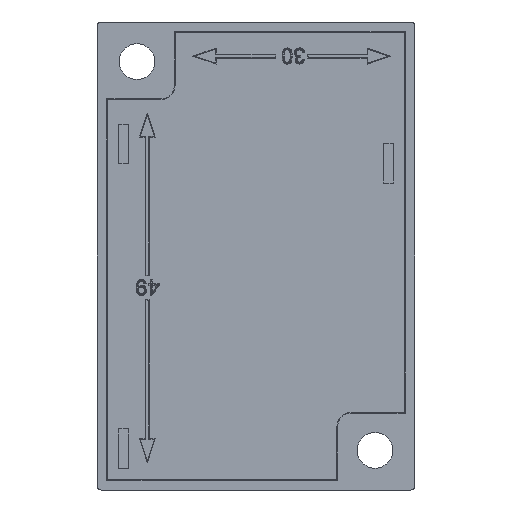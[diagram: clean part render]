
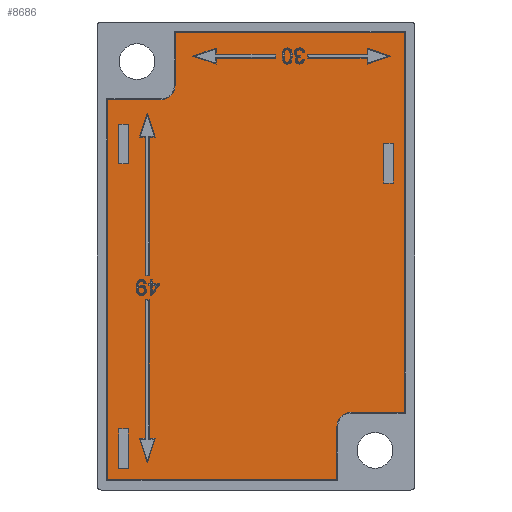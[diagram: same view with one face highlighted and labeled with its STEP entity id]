
A CAD part, front view. The second image highlights one B-rep face of the part: STEP entity #8686.
In plain terms, the highlighted planar face has unit normal (0, -1, 0).
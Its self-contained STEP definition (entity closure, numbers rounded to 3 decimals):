
#2795=DIRECTION('',(1.,0.,0.));
#2796=VECTOR('',#2795,28.9);
#2797=CARTESIAN_POINT('',(-18.7,0.,-28.2));
#2798=LINE('',#2797,#2796);
#2851=DIRECTION('',(0.,0.,-1.));
#2852=VECTOR('',#2851,47.9);
#2853=CARTESIAN_POINT('',(-18.7,0.,19.7));
#2854=LINE('',#2853,#2852);
#2953=DIRECTION('',(-1.,0.,0.));
#2954=VECTOR('',#2953,28.9);
#2955=CARTESIAN_POINT('',(18.7,0.,28.2));
#2956=LINE('',#2955,#2954);
#2995=DIRECTION('',(0.,0.,1.));
#2996=VECTOR('',#2995,47.9);
#2997=CARTESIAN_POINT('',(18.7,0.,-19.7));
#2998=LINE('',#2997,#2996);
#3109=DIRECTION('',(-1.,0.,0.));
#3110=VECTOR('',#3109,6.7);
#3111=CARTESIAN_POINT('',(18.7,0.,-19.7));
#3112=LINE('',#3111,#3110);
#3116=CARTESIAN_POINT('',(12.,0.,-21.5));
#3117=DIRECTION('',(0.,-1.,0.));
#3118=DIRECTION('',(0.,0.,1.));
#3119=AXIS2_PLACEMENT_3D('',#3116,#3117,#3118);
#3124=DIRECTION('',(0.,0.,-1.));
#3125=VECTOR('',#3124,6.7);
#3126=CARTESIAN_POINT('',(10.2,0.,-21.5));
#3127=LINE('',#3126,#3125);
#3131=DIRECTION('',(1.,0.,0.));
#3132=VECTOR('',#3131,6.7);
#3133=CARTESIAN_POINT('',(-18.7,0.,19.7));
#3134=LINE('',#3133,#3132);
#3138=CARTESIAN_POINT('',(-12.,0.,21.5));
#3139=DIRECTION('',(0.,-1.,0.));
#3140=DIRECTION('',(0.,0.,-1.));
#3141=AXIS2_PLACEMENT_3D('',#3138,#3139,#3140);
#3146=DIRECTION('',(0.,0.,1.));
#3147=VECTOR('',#3146,6.7);
#3148=CARTESIAN_POINT('',(-10.2,0.,21.5));
#3149=LINE('',#3148,#3147);
#3153=DIRECTION('',(1.,0.,0.));
#3154=VECTOR('',#3153,1.2);
#3155=CARTESIAN_POINT('',(-17.3,0.,-26.8));
#3156=LINE('',#3155,#3154);
#3160=DIRECTION('',(0.,0.,1.));
#3161=VECTOR('',#3160,5.);
#3162=CARTESIAN_POINT('',(-16.1,0.,-26.8));
#3163=LINE('',#3162,#3161);
#3167=DIRECTION('',(-1.,0.,0.));
#3168=VECTOR('',#3167,1.2);
#3169=CARTESIAN_POINT('',(-16.1,0.,-21.8));
#3170=LINE('',#3169,#3168);
#3174=DIRECTION('',(0.,0.,-1.));
#3175=VECTOR('',#3174,5.);
#3176=CARTESIAN_POINT('',(-17.3,0.,-21.8));
#3177=LINE('',#3176,#3175);
#3181=DIRECTION('',(1.,0.,0.));
#3182=VECTOR('',#3181,1.2);
#3183=CARTESIAN_POINT('',(-17.3,0.,11.6));
#3184=LINE('',#3183,#3182);
#3188=DIRECTION('',(0.,0.,1.));
#3189=VECTOR('',#3188,5.);
#3190=CARTESIAN_POINT('',(-16.1,0.,11.6));
#3191=LINE('',#3190,#3189);
#3195=DIRECTION('',(-1.,0.,0.));
#3196=VECTOR('',#3195,1.2);
#3197=CARTESIAN_POINT('',(-16.1,0.,16.6));
#3198=LINE('',#3197,#3196);
#3202=DIRECTION('',(0.,0.,-1.));
#3203=VECTOR('',#3202,5.);
#3204=CARTESIAN_POINT('',(-17.3,0.,16.6));
#3205=LINE('',#3204,#3203);
#3209=DIRECTION('',(1.,0.,0.));
#3210=VECTOR('',#3209,1.2);
#3211=CARTESIAN_POINT('',(16.1,0.,9.2));
#3212=LINE('',#3211,#3210);
#3216=DIRECTION('',(0.,0.,1.));
#3217=VECTOR('',#3216,5.);
#3218=CARTESIAN_POINT('',(17.3,0.,9.2));
#3219=LINE('',#3218,#3217);
#3223=DIRECTION('',(-1.,0.,0.));
#3224=VECTOR('',#3223,1.2);
#3225=CARTESIAN_POINT('',(17.3,0.,14.2));
#3226=LINE('',#3225,#3224);
#3230=DIRECTION('',(0.,0.,-1.));
#3231=VECTOR('',#3230,5.);
#3232=CARTESIAN_POINT('',(16.1,0.,14.2));
#3233=LINE('',#3232,#3231);
#4281=CARTESIAN_POINT('',(18.7,0.,28.2));
#4282=CARTESIAN_POINT('',(-10.2,0.,28.2));
#4283=VERTEX_POINT('',#4281);
#4284=VERTEX_POINT('',#4282);
#4285=CARTESIAN_POINT('',(18.7,0.,-19.7));
#4286=VERTEX_POINT('',#4285);
#4287=CARTESIAN_POINT('',(12.,0.,-19.7));
#4288=VERTEX_POINT('',#4287);
#4289=CARTESIAN_POINT('',(10.2,0.,-21.5));
#4290=VERTEX_POINT('',#4289);
#4291=CARTESIAN_POINT('',(10.2,0.,-28.2));
#4292=VERTEX_POINT('',#4291);
#4293=CARTESIAN_POINT('',(-18.7,0.,-28.2));
#4294=VERTEX_POINT('',#4293);
#4295=CARTESIAN_POINT('',(-18.7,0.,19.7));
#4296=VERTEX_POINT('',#4295);
#4297=CARTESIAN_POINT('',(-12.,0.,19.7));
#4298=VERTEX_POINT('',#4297);
#4299=CARTESIAN_POINT('',(-10.2,0.,21.5));
#4300=VERTEX_POINT('',#4299);
#4301=CARTESIAN_POINT('',(-17.3,0.,-26.8));
#4302=CARTESIAN_POINT('',(-16.1,0.,-26.8));
#4303=VERTEX_POINT('',#4301);
#4304=VERTEX_POINT('',#4302);
#4305=CARTESIAN_POINT('',(-16.1,0.,-21.8));
#4306=VERTEX_POINT('',#4305);
#4307=CARTESIAN_POINT('',(-17.3,0.,-21.8));
#4308=VERTEX_POINT('',#4307);
#4309=CARTESIAN_POINT('',(-17.3,0.,11.6));
#4310=CARTESIAN_POINT('',(-16.1,0.,11.6));
#4311=VERTEX_POINT('',#4309);
#4312=VERTEX_POINT('',#4310);
#4313=CARTESIAN_POINT('',(-16.1,0.,16.6));
#4314=VERTEX_POINT('',#4313);
#4315=CARTESIAN_POINT('',(-17.3,0.,16.6));
#4316=VERTEX_POINT('',#4315);
#4317=CARTESIAN_POINT('',(16.1,0.,9.2));
#4318=CARTESIAN_POINT('',(17.3,0.,9.2));
#4319=VERTEX_POINT('',#4317);
#4320=VERTEX_POINT('',#4318);
#4321=CARTESIAN_POINT('',(17.3,0.,14.2));
#4322=VERTEX_POINT('',#4321);
#4323=CARTESIAN_POINT('',(16.1,0.,14.2));
#4324=VERTEX_POINT('',#4323);
#8634=CARTESIAN_POINT('',(12.,0.,-21.5));
#8635=DIRECTION('',(0.,1.,0.));
#8636=DIRECTION('',(0.,0.,1.));
#8637=AXIS2_PLACEMENT_3D('',#8634,#8635,#8636);
#8638=PLANE('',#8637);
#8639=ORIENTED_EDGE('',*,*,#8460,.F.);
#8640=ORIENTED_EDGE('',*,*,#8490,.F.);
#8642=ORIENTED_EDGE('',*,*,#8641,.T.);
#8644=ORIENTED_EDGE('',*,*,#8643,.T.);
#8645=ORIENTED_EDGE('',*,*,#8618,.T.);
#8646=ORIENTED_EDGE('',*,*,#8346,.F.);
#8647=ORIENTED_EDGE('',*,*,#8385,.F.);
#8649=ORIENTED_EDGE('',*,*,#8648,.T.);
#8651=ORIENTED_EDGE('',*,*,#8650,.T.);
#8653=ORIENTED_EDGE('',*,*,#8652,.T.);
#8654=EDGE_LOOP('',(#8639,#8640,#8642,#8644,#8645,#8646,#8647,#8649,#8651,
#8653));
#8655=FACE_OUTER_BOUND('',#8654,.F.);
#8657=ORIENTED_EDGE('',*,*,#8656,.T.);
#8659=ORIENTED_EDGE('',*,*,#8658,.T.);
#8661=ORIENTED_EDGE('',*,*,#8660,.T.);
#8663=ORIENTED_EDGE('',*,*,#8662,.T.);
#8664=EDGE_LOOP('',(#8657,#8659,#8661,#8663));
#8665=FACE_BOUND('',#8664,.F.);
#8667=ORIENTED_EDGE('',*,*,#8666,.T.);
#8669=ORIENTED_EDGE('',*,*,#8668,.T.);
#8671=ORIENTED_EDGE('',*,*,#8670,.T.);
#8673=ORIENTED_EDGE('',*,*,#8672,.T.);
#8674=EDGE_LOOP('',(#8667,#8669,#8671,#8673));
#8675=FACE_BOUND('',#8674,.F.);
#8677=ORIENTED_EDGE('',*,*,#8676,.T.);
#8679=ORIENTED_EDGE('',*,*,#8678,.T.);
#8681=ORIENTED_EDGE('',*,*,#8680,.T.);
#8683=ORIENTED_EDGE('',*,*,#8682,.T.);
#8684=EDGE_LOOP('',(#8677,#8679,#8681,#8683));
#8685=FACE_BOUND('',#8684,.F.);
#3120=CIRCLE('',#3119,1.8);
#3142=CIRCLE('',#3141,1.8);
#8346=EDGE_CURVE('',#4294,#4292,#2798,.T.);
#8385=EDGE_CURVE('',#4296,#4294,#2854,.T.);
#8460=EDGE_CURVE('',#4283,#4284,#2956,.T.);
#8490=EDGE_CURVE('',#4286,#4283,#2998,.T.);
#8618=EDGE_CURVE('',#4290,#4292,#3127,.T.);
#8641=EDGE_CURVE('',#4286,#4288,#3112,.T.);
#8643=EDGE_CURVE('',#4288,#4290,#3120,.T.);
#8648=EDGE_CURVE('',#4296,#4298,#3134,.T.);
#8650=EDGE_CURVE('',#4298,#4300,#3142,.T.);
#8652=EDGE_CURVE('',#4300,#4284,#3149,.T.);
#8656=EDGE_CURVE('',#4303,#4304,#3156,.T.);
#8658=EDGE_CURVE('',#4304,#4306,#3163,.T.);
#8660=EDGE_CURVE('',#4306,#4308,#3170,.T.);
#8662=EDGE_CURVE('',#4308,#4303,#3177,.T.);
#8666=EDGE_CURVE('',#4311,#4312,#3184,.T.);
#8668=EDGE_CURVE('',#4312,#4314,#3191,.T.);
#8670=EDGE_CURVE('',#4314,#4316,#3198,.T.);
#8672=EDGE_CURVE('',#4316,#4311,#3205,.T.);
#8676=EDGE_CURVE('',#4319,#4320,#3212,.T.);
#8678=EDGE_CURVE('',#4320,#4322,#3219,.T.);
#8680=EDGE_CURVE('',#4322,#4324,#3226,.T.);
#8682=EDGE_CURVE('',#4324,#4319,#3233,.T.);
#8686=ADVANCED_FACE('',(#8655,#8665,#8675,#8685),#8638,.F.);
